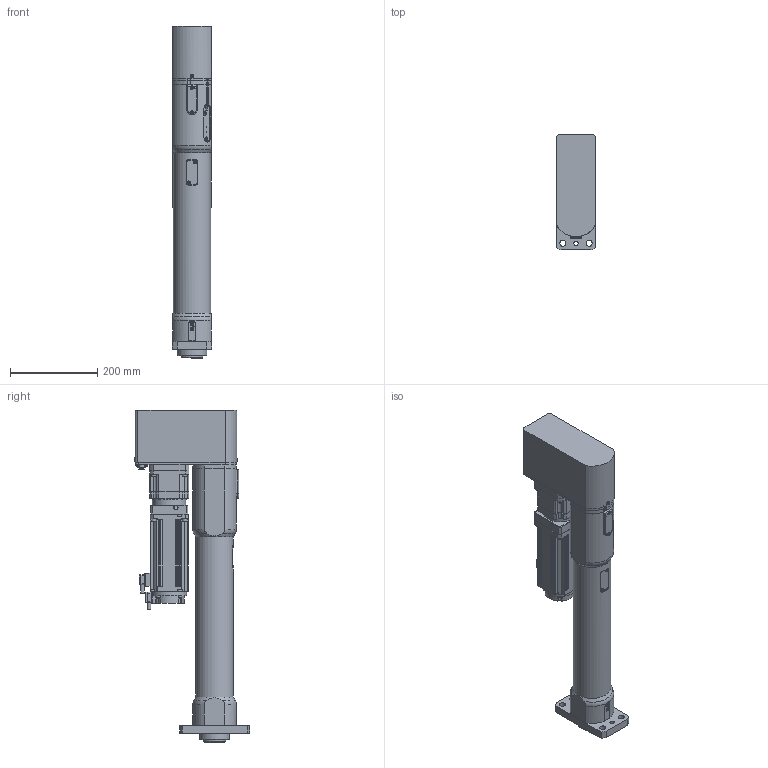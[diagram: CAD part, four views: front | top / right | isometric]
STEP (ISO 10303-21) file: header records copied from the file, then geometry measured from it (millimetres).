
FILE_DESCRIPTION(/* description */ (''),/* implementation_level */ '2;1');
FILE_NAME(/* name */ 'DPS-301R4H-30FB(DS-P021)_OUTLINE.stp',/* time_stamp */ '2016-07-26T19:01:38+09:00',/* author */ ('hirokisenga'),/* organization */ (''),/* preprocessor_version */ 'ST-DEVELOPER v16.5',/* originating_system */ 'Autodesk Inventor 2017',/* authorisation */ '');
FILE_SCHEMA (('AUTOMOTIVE_DESIGN { 1 0 10303 214 3 1 1 }'));
Length unit declared in the file: millimetre
Products named in the file (3): DPS-301R4H-30FB(DS-P021)_OUTLINE; DPS-301R4H-30FB(DS-P021)_OUTLINE_Shrinkwrap_Shrinkwrap_1; DS-P021-01_OUTLINE
Assembly tree (2 placements, depth 2):
  DPS-301R4H-30FB(DS-P021)_OUTLINE
    DPS-301R4H-30FB(DS-P021)_OUTLINE_Shrinkwrap_Shrinkwrap_1
    DS-P021-01_OUTLINE
Bounding box: 90 x 263.5 x 760 mm (x, y, z)
Volume: 8390812.2 mm3; surface area: 689347 mm2
Topology: 2 solids, 22 shells, 1406 faces, 3592 edges, 2280 vertices
Faces by surface type: plane 793, cylinder 392, cone 123, torus 85, bspline 8, sphere 5
Full cylindrical faces by diameter (mm): 2.459 x2, 3.242 x1, 4 x1, 4.917 x10, 5 x8, 5.5 x4, 6 x4, 6.647 x2, 7 x6, 7.5 x4, 8 x16, 8.5 x1, 8.8 x4, 9 x8, 10 x11, 10.6 x2, 12 x1, 12.7 x1, 13 x8, 14 x12, 16 x1, 18 x1, 32 x1, 50 x3, 55 x1, 58 x1, 68 x1, 75 x1, 77 x1, 80 x1
Entity records: 43056 total; most frequent: CARTESIAN_POINT 8588, DIRECTION 7035, ORIENTED_EDGE 6582, EDGE_CURVE 3295, AXIS2_PLACEMENT_3D 2640, VERTEX_POINT 2201, EDGE_LOOP 1760, LINE 1755
